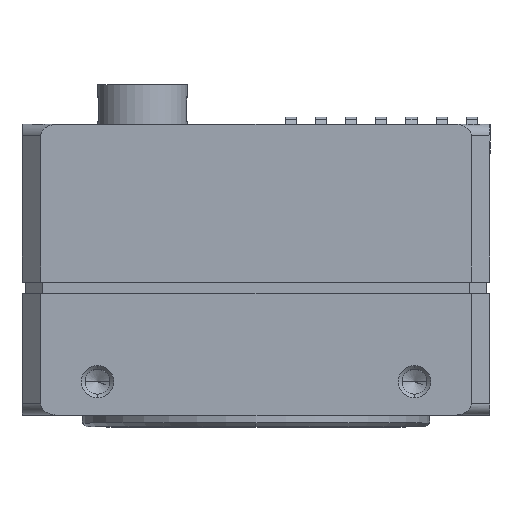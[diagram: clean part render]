
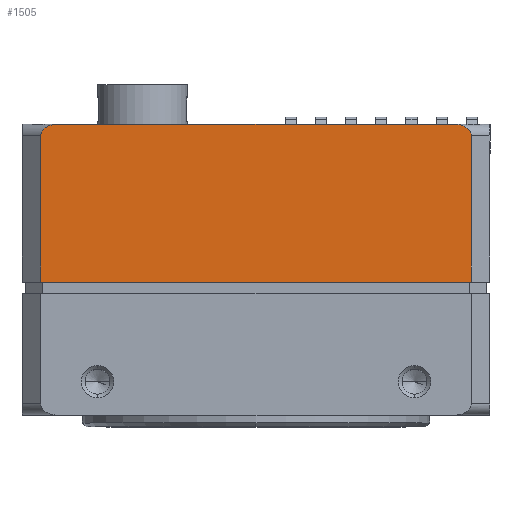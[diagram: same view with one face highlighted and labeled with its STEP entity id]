
A CAD part, top view. The second image highlights one B-rep face of the part: STEP entity #1505.
In plain terms, the highlighted planar face has unit normal (0, 0, 1).
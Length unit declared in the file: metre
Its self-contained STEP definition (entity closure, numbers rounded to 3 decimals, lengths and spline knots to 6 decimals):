
#1505=ADVANCED_FACE('27:939',(#4546),#4547,.T.);
#4546=FACE_OUTER_BOUND('',#8313,.T.);
#4547=PLANE('',#8314);
#8313=EDGE_LOOP('',(#20677,#20678,#20679,#20680,#20681,#20682));
#8314=AXIS2_PLACEMENT_3D('',#20683,#20684,#20685);
#20677=ORIENTED_EDGE('',*,*,#26473,.F.);
#20678=ORIENTED_EDGE('',*,*,#26474,.T.);
#20679=ORIENTED_EDGE('',*,*,#25918,.T.);
#20680=ORIENTED_EDGE('',*,*,#25912,.T.);
#20681=ORIENTED_EDGE('',*,*,#25906,.F.);
#20682=ORIENTED_EDGE('',*,*,#26471,.T.);
#20683=CARTESIAN_POINT('',(-0.031,0.000108,0.062));
#20684=DIRECTION('',(0.0,0.,1.0));
#20685=DIRECTION('',(0.,-1.0,0.));
#25906=EDGE_CURVE('27:7887',#33866,#33867,#33868,.T.);
#25912=EDGE_CURVE('27:7509',#33876,#33867,#33877,.T.);
#25918=EDGE_CURVE('27:7884',#33886,#33876,#33887,.T.);
#26471=EDGE_CURVE('27:7890',#33866,#34728,#34730,.T.);
#26473=EDGE_CURVE('27:7239',#34732,#34728,#34733,.T.);
#26474=EDGE_CURVE('27:7881',#34732,#33886,#34734,.T.);
#33866=VERTEX_POINT('',#44508);
#33867=VERTEX_POINT('',#44509);
#33868=LINE('',#44510,#44511);
#33876=VERTEX_POINT('',#44524);
#33877=LINE('',#44525,#44526);
#33886=VERTEX_POINT('',#44554);
#33887=LINE('',#44555,#44556);
#34728=VERTEX_POINT('',#45906);
#34730=ELLIPSE('',#45909,0.002121,0.0015);
#34732=VERTEX_POINT('',#45912);
#34733=LINE('',#45913,#45914);
#34734=ELLIPSE('',#45915,0.002121,0.0015);
#44508=CARTESIAN_POINT('',(0.0285,0.018503,0.062));
#44509=CARTESIAN_POINT('',(0.0285,-0.000902,0.062));
#44510=CARTESIAN_POINT('',(0.0285,0.018503,0.062));
#44511=VECTOR('',#52706,0.019405);
#44524=CARTESIAN_POINT('',(-0.0285,-0.000902,0.062));
#44525=CARTESIAN_POINT('',(-0.0285,-0.000902,0.062));
#44526=VECTOR('',#52712,0.057);
#44554=CARTESIAN_POINT('',(-0.0285,0.018503,0.062));
#44555=CARTESIAN_POINT('',(-0.0285,0.018503,0.062));
#44556=VECTOR('',#52717,0.019405);
#45906=CARTESIAN_POINT('',(0.026379,0.020003,0.062));
#45909=AXIS2_PLACEMENT_3D('',#53354,#53355,#53356);
#45912=CARTESIAN_POINT('',(-0.026379,0.020003,0.062));
#45913=CARTESIAN_POINT('',(-0.026379,0.020003,0.062));
#45914=VECTOR('',#53358,0.052757);
#45915=AXIS2_PLACEMENT_3D('',#53359,#53360,#53361);
#52706=DIRECTION('',(0.,-1.0,0.));
#52712=DIRECTION('',(1.0,0.,0.));
#52717=DIRECTION('',(0.,-1.0,0.));
#53354=CARTESIAN_POINT('',(0.026379,0.018503,0.062));
#53355=DIRECTION('',(0.,0.,1.0));
#53356=DIRECTION('',(1.0,0.,0.));
#53358=DIRECTION('',(1.0,0.,0.));
#53359=CARTESIAN_POINT('',(-0.026379,0.018503,0.062));
#53360=DIRECTION('',(0.,0.,1.0));
#53361=DIRECTION('',(1.0,0.,0.));
